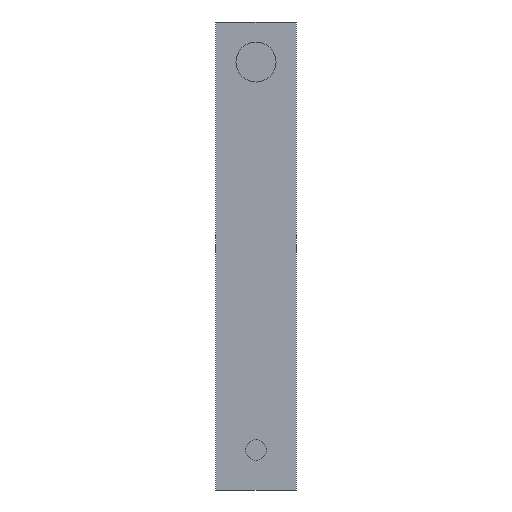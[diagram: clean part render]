
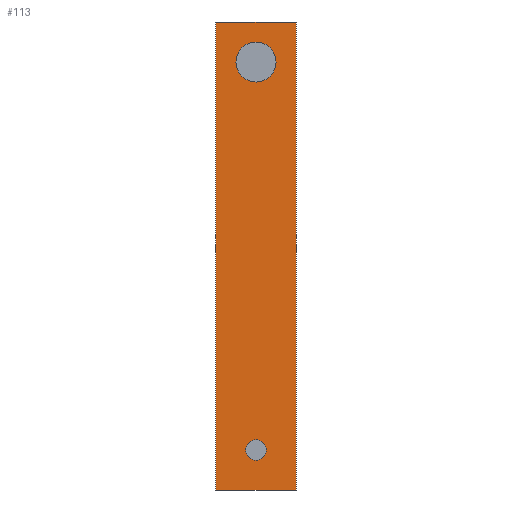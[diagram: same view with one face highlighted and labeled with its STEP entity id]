
A CAD part, front view. The second image highlights one B-rep face of the part: STEP entity #113.
In plain terms, the highlighted planar face has unit normal (0, -1, 0).
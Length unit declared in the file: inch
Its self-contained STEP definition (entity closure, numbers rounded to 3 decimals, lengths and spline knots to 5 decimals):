
#6 = ORIENTED_EDGE ( 'NONE', *, *, #16, .F. ) ;
#9 = AXIS2_PLACEMENT_3D ( 'NONE', #284, #251, #325 ) ;
#16 = EDGE_CURVE ( 'NONE', #167, #255, #217, .T. ) ;
#19 = CARTESIAN_POINT ( 'NONE',  ( 0.25, 0., 0.31425 ) ) ;
#26 = VERTEX_POINT ( 'NONE', #62 ) ;
#31 = VERTEX_POINT ( 'NONE', #319 ) ;
#33 = LINE ( 'NONE', #99, #80 ) ;
#39 = EDGE_LOOP ( 'NONE', ( #107, #6, #279, #207 ) ) ;
#41 = CARTESIAN_POINT ( 'NONE',  ( 0.25, 0., 0.25 ) ) ;
#55 = CIRCLE ( 'NONE', #291, 0.06425 ) ;
#56 = EDGE_CURVE ( 'NONE', #271, #200, #347, .T. ) ;
#62 = CARTESIAN_POINT ( 'NONE',  ( 0.25, 0., 0.18575 ) ) ;
#72 = CARTESIAN_POINT ( 'NONE',  ( 0., 0., 0. ) ) ;
#80 = VECTOR ( 'NONE', #222, 39.37008 ) ;
#85 = CARTESIAN_POINT ( 'NONE',  ( 0.5, 0., 0. ) ) ;
#92 = DIRECTION ( 'NONE',  ( 0., 1., 0. ) ) ;
#99 = CARTESIAN_POINT ( 'NONE',  ( 0., 0., 0. ) ) ;
#105 = EDGE_CURVE ( 'NONE', #246, #167, #33, .T. ) ;
#107 = ORIENTED_EDGE ( 'NONE', *, *, #193, .T. ) ;
#110 = DIRECTION ( 'NONE',  ( 0., 1., 0. ) ) ;
#113 = ADVANCED_FACE ( 'NONE', ( #309, #132, #378 ), #142, .F. ) ;
#117 = CARTESIAN_POINT ( 'NONE',  ( 0.25, 0., 0.25 ) ) ;
#120 = CARTESIAN_POINT ( 'NONE',  ( 0.25, 0., 2.79928 ) ) ;
#121 = CARTESIAN_POINT ( 'NONE',  ( 0., 0., 2.92428 ) ) ;
#124 = LINE ( 'NONE', #85, #399 ) ;
#132 = FACE_BOUND ( 'NONE', #278, .T. ) ;
#140 = DIRECTION ( 'NONE',  ( 1., 0., 0. ) ) ;
#142 = PLANE ( 'NONE',  #286 ) ;
#147 = VECTOR ( 'NONE', #287, 39.37008 ) ;
#150 = EDGE_LOOP ( 'NONE', ( #240, #212 ) ) ;
#158 = ORIENTED_EDGE ( 'NONE', *, *, #356, .T. ) ;
#160 = VECTOR ( 'NONE', #140, 39.37008 ) ;
#167 = VERTEX_POINT ( 'NONE', #237 ) ;
#179 = EDGE_CURVE ( 'NONE', #26, #316, #339, .T. ) ;
#193 = EDGE_CURVE ( 'NONE', #31, #255, #124, .T. ) ;
#194 = CIRCLE ( 'NONE', #220, 0.125 ) ;
#196 = DIRECTION ( 'NONE',  ( 0., 0., 1. ) ) ;
#200 = VERTEX_POINT ( 'NONE', #120 ) ;
#203 = CARTESIAN_POINT ( 'NONE',  ( 0.5, 0., 2.92428 ) ) ;
#204 = DIRECTION ( 'NONE',  ( 0., 1., 0. ) ) ;
#205 = DIRECTION ( 'NONE',  ( 0., 0., 1. ) ) ;
#207 = ORIENTED_EDGE ( 'NONE', *, *, #381, .T. ) ;
#212 = ORIENTED_EDGE ( 'NONE', *, *, #56, .T. ) ;
#217 = LINE ( 'NONE', #121, #147 ) ;
#220 = AXIS2_PLACEMENT_3D ( 'NONE', #297, #110, #196 ) ;
#222 = DIRECTION ( 'NONE',  ( 0., 0., 1. ) ) ;
#228 = EDGE_CURVE ( 'NONE', #200, #271, #194, .T. ) ;
#229 = ORIENTED_EDGE ( 'NONE', *, *, #179, .T. ) ;
#237 = CARTESIAN_POINT ( 'NONE',  ( 0., 0., 2.92428 ) ) ;
#240 = ORIENTED_EDGE ( 'NONE', *, *, #228, .T. ) ;
#246 = VERTEX_POINT ( 'NONE', #269 ) ;
#251 = DIRECTION ( 'NONE',  ( 0., 1., 0. ) ) ;
#254 = AXIS2_PLACEMENT_3D ( 'NONE', #117, #92, #315 ) ;
#255 = VERTEX_POINT ( 'NONE', #203 ) ;
#269 = CARTESIAN_POINT ( 'NONE',  ( 0., 0., 0. ) ) ;
#271 = VERTEX_POINT ( 'NONE', #396 ) ;
#278 = EDGE_LOOP ( 'NONE', ( #158, #229 ) ) ;
#279 = ORIENTED_EDGE ( 'NONE', *, *, #105, .F. ) ;
#284 = CARTESIAN_POINT ( 'NONE',  ( 0.25, 0., 2.67428 ) ) ;
#286 = AXIS2_PLACEMENT_3D ( 'NONE', #338, #204, #341 ) ;
#287 = DIRECTION ( 'NONE',  ( 1., 0., 0. ) ) ;
#291 = AXIS2_PLACEMENT_3D ( 'NONE', #41, #394, #295 ) ;
#295 = DIRECTION ( 'NONE',  ( 0., 0., 1. ) ) ;
#297 = CARTESIAN_POINT ( 'NONE',  ( 0.25, 0., 2.67428 ) ) ;
#309 = FACE_BOUND ( 'NONE', #150, .T. ) ;
#315 = DIRECTION ( 'NONE',  ( 0., 0., 1. ) ) ;
#316 = VERTEX_POINT ( 'NONE', #19 ) ;
#319 = CARTESIAN_POINT ( 'NONE',  ( 0.5, 0., 0. ) ) ;
#325 = DIRECTION ( 'NONE',  ( 0., 0., 1. ) ) ;
#338 = CARTESIAN_POINT ( 'NONE',  ( 0., 0., 0. ) ) ;
#339 = CIRCLE ( 'NONE', #254, 0.06425 ) ;
#341 = DIRECTION ( 'NONE',  ( 0., 0., 1. ) ) ;
#347 = CIRCLE ( 'NONE', #9, 0.125 ) ;
#356 = EDGE_CURVE ( 'NONE', #316, #26, #55, .T. ) ;
#358 = LINE ( 'NONE', #72, #160 ) ;
#378 = FACE_OUTER_BOUND ( 'NONE', #39, .T. ) ;
#381 = EDGE_CURVE ( 'NONE', #246, #31, #358, .T. ) ;
#394 = DIRECTION ( 'NONE',  ( 0., 1., 0. ) ) ;
#396 = CARTESIAN_POINT ( 'NONE',  ( 0.25, 0., 2.54928 ) ) ;
#399 = VECTOR ( 'NONE', #205, 39.37008 ) ;
